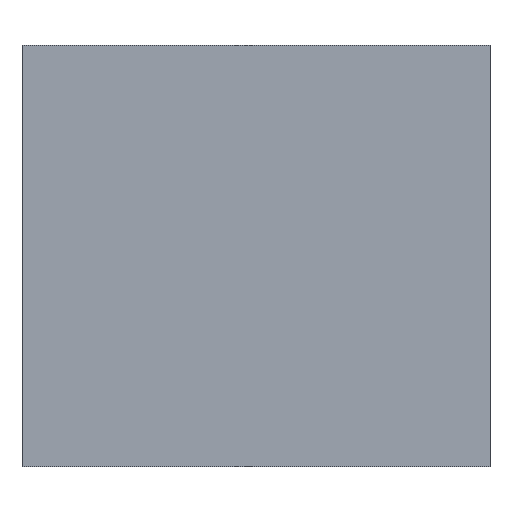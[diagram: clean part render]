
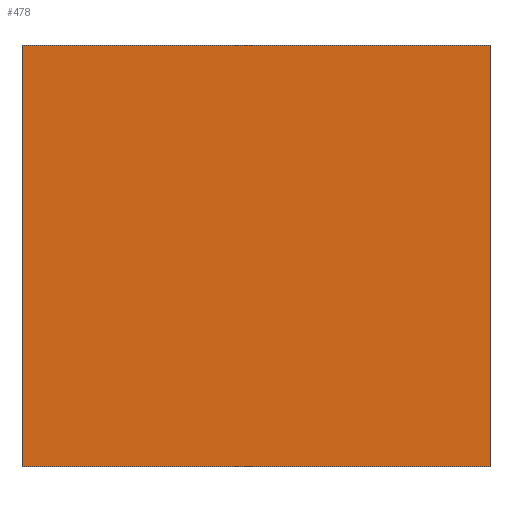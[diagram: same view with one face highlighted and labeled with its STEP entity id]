
A CAD part, front view. The second image highlights one B-rep face of the part: STEP entity #478.
In plain terms, the highlighted planar face has unit normal (0, -1, 0).
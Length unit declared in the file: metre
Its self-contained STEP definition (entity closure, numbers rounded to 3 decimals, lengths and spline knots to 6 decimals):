
#132=ORIENTED_EDGE('',*,*,#190,.F.);
#133=ORIENTED_EDGE('',*,*,#194,.T.);
#134=ORIENTED_EDGE('',*,*,#197,.T.);
#135=ORIENTED_EDGE('',*,*,#199,.F.);
#190=EDGE_CURVE('',#234,#235,#290,.T.);
#194=EDGE_CURVE('',#234,#237,#294,.T.);
#197=EDGE_CURVE('',#237,#239,#297,.T.);
#199=EDGE_CURVE('',#235,#239,#299,.T.);
#234=VERTEX_POINT('',#818);
#235=VERTEX_POINT('',#820);
#237=VERTEX_POINT('',#826);
#239=VERTEX_POINT('',#832);
#290=LINE('',#819,#350);
#294=LINE('',#827,#354);
#297=LINE('',#833,#357);
#299=LINE('',#836,#359);
#350=VECTOR('',#684,1.);
#354=VECTOR('',#690,1.);
#357=VECTOR('',#695,1.);
#359=VECTOR('',#699,1.);
#388=EDGE_LOOP('',(#132,#133,#134,#135));
#418=FACE_BOUND('',#388,.T.);
#448=PLANE('',#572);
#478=ADVANCED_FACE('',(#418),#448,.T.);
#572=AXIS2_PLACEMENT_3D('',#837,#700,#701);
#684=DIRECTION('',(0.,0.,-1.));
#690=DIRECTION('',(-1.,0.,0.));
#695=DIRECTION('',(0.,0.,-1.));
#699=DIRECTION('',(-1.,0.,0.));
#700=DIRECTION('',(0.,-1.,0.));
#701=DIRECTION('',(1.,0.,0.));
#818=CARTESIAN_POINT('',(0.25,-0.015,0.225));
#819=CARTESIAN_POINT('',(0.25,-0.015,0.));
#820=CARTESIAN_POINT('',(0.25,-0.015,-0.225));
#826=CARTESIAN_POINT('',(-0.25,-0.015,0.225));
#827=CARTESIAN_POINT('',(0.,-0.015,0.225));
#832=CARTESIAN_POINT('',(-0.25,-0.015,-0.225));
#833=CARTESIAN_POINT('',(-0.25,-0.015,0.));
#836=CARTESIAN_POINT('',(0.,-0.015,-0.225));
#837=CARTESIAN_POINT('',(0.,-0.015,0.));
